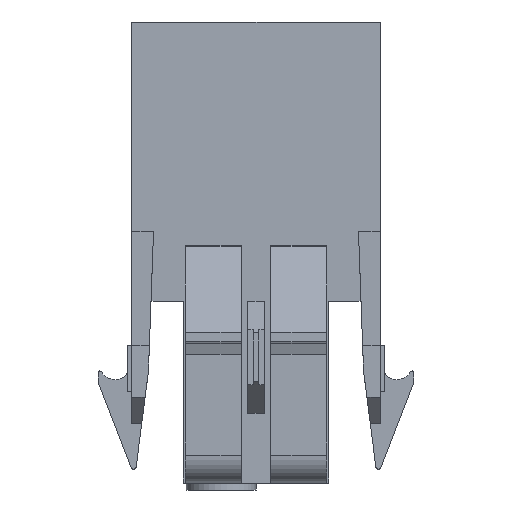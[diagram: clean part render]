
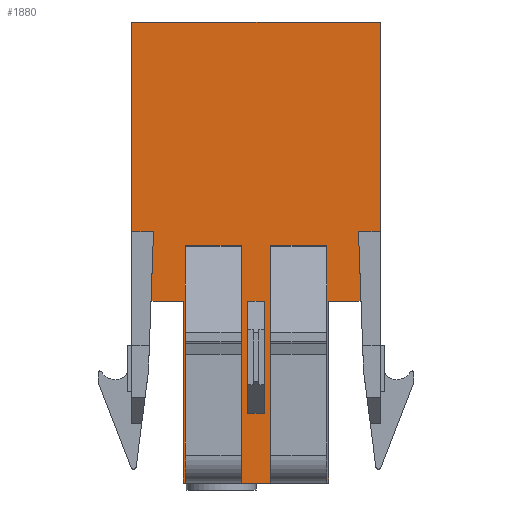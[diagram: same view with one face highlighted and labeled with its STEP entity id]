
A CAD part, front view. The second image highlights one B-rep face of the part: STEP entity #1880.
In plain terms, the highlighted planar face has unit normal (0, -1, 0).
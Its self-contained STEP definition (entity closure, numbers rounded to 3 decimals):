
#1725=AXIS2_PLACEMENT_3D('Plane Axis2P3D',#1722,#1723,#1724) ;
#97=CARTESIAN_POINT('Vertex',(6.1,5.9,0.5)) ;
#169=CARTESIAN_POINT('Vertex',(16.5,5.9,0.5)) ;
#172=CARTESIAN_POINT('Line Origine',(16.425,5.9,0.5)) ;
#176=CARTESIAN_POINT('Vertex',(16.35,5.9,0.5)) ;
#197=CARTESIAN_POINT('Vertex',(12.35,5.9,0.5)) ;
#200=CARTESIAN_POINT('Line Origine',(11.3,5.9,0.5)) ;
#204=CARTESIAN_POINT('Vertex',(10.25,5.9,0.5)) ;
#225=CARTESIAN_POINT('Vertex',(6.25,5.9,0.5)) ;
#228=CARTESIAN_POINT('Line Origine',(6.175,5.9,0.5)) ;
#332=CARTESIAN_POINT('Vertex',(2.4,5.9,33.5)) ;
#335=CARTESIAN_POINT('Line Origine',(11.3,5.9,33.5)) ;
#339=CARTESIAN_POINT('Vertex',(20.2,5.9,33.5)) ;
#1623=CARTESIAN_POINT('Line Origine',(20.2,5.9,26.)) ;
#1627=CARTESIAN_POINT('Vertex',(20.2,5.9,18.5)) ;
#1722=CARTESIAN_POINT('Axis2P3D Location',(2.4,5.9,0.)) ;
#1727=CARTESIAN_POINT('Line Origine',(2.4,5.9,26.)) ;
#1731=CARTESIAN_POINT('Vertex',(2.4,5.9,18.5)) ;
#1734=CARTESIAN_POINT('Line Origine',(3.183,5.9,18.5)) ;
#1738=CARTESIAN_POINT('Vertex',(3.966,5.9,18.5)) ;
#1741=CARTESIAN_POINT('Line Origine',(3.874,5.9,16.)) ;
#1745=CARTESIAN_POINT('Vertex',(3.783,5.9,13.5)) ;
#1748=CARTESIAN_POINT('Line Origine',(4.941,5.9,13.5)) ;
#1752=CARTESIAN_POINT('Vertex',(6.1,5.9,13.5)) ;
#1755=CARTESIAN_POINT('Line Origine',(6.1,5.9,7.)) ;
#1760=CARTESIAN_POINT('Line Origine',(6.25,5.9,1.4)) ;
#1764=CARTESIAN_POINT('Vertex',(6.25,5.9,2.3)) ;
#1767=CARTESIAN_POINT('Line Origine',(8.25,5.9,2.3)) ;
#1771=CARTESIAN_POINT('Vertex',(10.25,5.9,2.3)) ;
#1774=CARTESIAN_POINT('Line Origine',(10.25,5.9,1.4)) ;
#1779=CARTESIAN_POINT('Line Origine',(12.35,5.9,1.4)) ;
#1783=CARTESIAN_POINT('Vertex',(12.35,5.9,2.3)) ;
#1786=CARTESIAN_POINT('Line Origine',(14.35,5.9,2.3)) ;
#1790=CARTESIAN_POINT('Vertex',(16.35,5.9,2.3)) ;
#1793=CARTESIAN_POINT('Line Origine',(16.35,5.9,1.4)) ;
#1798=CARTESIAN_POINT('Line Origine',(16.5,5.9,7.)) ;
#1802=CARTESIAN_POINT('Vertex',(16.5,5.9,13.5)) ;
#1805=CARTESIAN_POINT('Line Origine',(17.659,5.9,13.5)) ;
#1809=CARTESIAN_POINT('Vertex',(18.817,5.9,13.5)) ;
#1812=CARTESIAN_POINT('Line Origine',(18.726,5.9,16.)) ;
#1816=CARTESIAN_POINT('Vertex',(18.634,5.9,18.5)) ;
#1819=CARTESIAN_POINT('Line Origine',(19.417,5.9,18.5)) ;
#1846=CARTESIAN_POINT('Line Origine',(11.3,5.9,13.5)) ;
#1850=CARTESIAN_POINT('Vertex',(10.7,5.9,13.5)) ;
#1852=CARTESIAN_POINT('Vertex',(11.9,5.9,13.5)) ;
#1855=CARTESIAN_POINT('Line Origine',(11.9,5.9,9.5)) ;
#1859=CARTESIAN_POINT('Vertex',(11.9,5.9,5.5)) ;
#1862=CARTESIAN_POINT('Line Origine',(11.3,5.9,5.5)) ;
#1866=CARTESIAN_POINT('Vertex',(10.7,5.9,5.5)) ;
#1869=CARTESIAN_POINT('Line Origine',(10.7,5.9,9.5)) ;
#173=DIRECTION('Vector Direction',(1.,0.,0.)) ;
#201=DIRECTION('Vector Direction',(1.,0.,0.)) ;
#229=DIRECTION('Vector Direction',(1.,0.,0.)) ;
#336=DIRECTION('Vector Direction',(1.,0.,0.)) ;
#1624=DIRECTION('Vector Direction',(0.,0.,1.)) ;
#1723=DIRECTION('Axis2P3D Direction',(0.,-1.,0.)) ;
#1724=DIRECTION('Axis2P3D XDirection',(1.,0.,0.)) ;
#1728=DIRECTION('Vector Direction',(0.,0.,1.)) ;
#1735=DIRECTION('Vector Direction',(1.,0.,0.)) ;
#1742=DIRECTION('Vector Direction',(-0.037,0.,-0.999)) ;
#1749=DIRECTION('Vector Direction',(1.,0.,0.)) ;
#1756=DIRECTION('Vector Direction',(0.,0.,1.)) ;
#1761=DIRECTION('Vector Direction',(0.,0.,1.)) ;
#1768=DIRECTION('Vector Direction',(1.,0.,0.)) ;
#1775=DIRECTION('Vector Direction',(0.,0.,1.)) ;
#1780=DIRECTION('Vector Direction',(0.,0.,1.)) ;
#1787=DIRECTION('Vector Direction',(1.,0.,0.)) ;
#1794=DIRECTION('Vector Direction',(0.,0.,1.)) ;
#1799=DIRECTION('Vector Direction',(0.,0.,1.)) ;
#1806=DIRECTION('Vector Direction',(-1.,0.,0.)) ;
#1813=DIRECTION('Vector Direction',(0.037,0.,-0.999)) ;
#1820=DIRECTION('Vector Direction',(-1.,0.,0.)) ;
#1847=DIRECTION('Vector Direction',(1.,0.,0.)) ;
#1856=DIRECTION('Vector Direction',(0.,0.,1.)) ;
#1863=DIRECTION('Vector Direction',(1.,0.,0.)) ;
#1870=DIRECTION('Vector Direction',(0.,0.,1.)) ;
#174=VECTOR('Line Direction',#173,1.) ;
#202=VECTOR('Line Direction',#201,1.) ;
#230=VECTOR('Line Direction',#229,1.) ;
#337=VECTOR('Line Direction',#336,1.) ;
#1625=VECTOR('Line Direction',#1624,1.) ;
#1729=VECTOR('Line Direction',#1728,1.) ;
#1736=VECTOR('Line Direction',#1735,1.) ;
#1743=VECTOR('Line Direction',#1742,1.) ;
#1750=VECTOR('Line Direction',#1749,1.) ;
#1757=VECTOR('Line Direction',#1756,1.) ;
#1762=VECTOR('Line Direction',#1761,1.) ;
#1769=VECTOR('Line Direction',#1768,1.) ;
#1776=VECTOR('Line Direction',#1775,1.) ;
#1781=VECTOR('Line Direction',#1780,1.) ;
#1788=VECTOR('Line Direction',#1787,1.) ;
#1795=VECTOR('Line Direction',#1794,1.) ;
#1800=VECTOR('Line Direction',#1799,1.) ;
#1807=VECTOR('Line Direction',#1806,1.) ;
#1814=VECTOR('Line Direction',#1813,1.) ;
#1821=VECTOR('Line Direction',#1820,1.) ;
#1848=VECTOR('Line Direction',#1847,1.) ;
#1857=VECTOR('Line Direction',#1856,1.) ;
#1864=VECTOR('Line Direction',#1863,1.) ;
#1871=VECTOR('Line Direction',#1870,1.) ;
#1825=ORIENTED_EDGE('',*,*,#1629,.T.) ;
#1826=ORIENTED_EDGE('',*,*,#341,.F.) ;
#1827=ORIENTED_EDGE('',*,*,#1733,.F.) ;
#1828=ORIENTED_EDGE('',*,*,#1740,.F.) ;
#1829=ORIENTED_EDGE('',*,*,#1747,.F.) ;
#1830=ORIENTED_EDGE('',*,*,#1754,.T.) ;
#1831=ORIENTED_EDGE('',*,*,#1759,.F.) ;
#1832=ORIENTED_EDGE('',*,*,#232,.T.) ;
#1833=ORIENTED_EDGE('',*,*,#1766,.F.) ;
#1834=ORIENTED_EDGE('',*,*,#1773,.T.) ;
#1835=ORIENTED_EDGE('',*,*,#1778,.T.) ;
#1836=ORIENTED_EDGE('',*,*,#206,.T.) ;
#1837=ORIENTED_EDGE('',*,*,#1785,.F.) ;
#1838=ORIENTED_EDGE('',*,*,#1792,.F.) ;
#1839=ORIENTED_EDGE('',*,*,#1797,.T.) ;
#1840=ORIENTED_EDGE('',*,*,#178,.T.) ;
#1841=ORIENTED_EDGE('',*,*,#1804,.T.) ;
#1842=ORIENTED_EDGE('',*,*,#1811,.T.) ;
#1843=ORIENTED_EDGE('',*,*,#1818,.F.) ;
#1844=ORIENTED_EDGE('',*,*,#1823,.F.) ;
#1875=ORIENTED_EDGE('',*,*,#1854,.T.) ;
#1876=ORIENTED_EDGE('',*,*,#1861,.T.) ;
#1877=ORIENTED_EDGE('',*,*,#1868,.F.) ;
#1878=ORIENTED_EDGE('',*,*,#1873,.F.) ;
#1879=FACE_BOUND('',#1874,.T.) ;
#1880=ADVANCED_FACE('Hauptkoerper',(#1845,#1879),#1726,.T.) ;
#178=EDGE_CURVE('',#177,#170,#175,.T.) ;
#206=EDGE_CURVE('',#205,#198,#203,.T.) ;
#232=EDGE_CURVE('',#98,#226,#231,.T.) ;
#341=EDGE_CURVE('',#333,#340,#338,.T.) ;
#1629=EDGE_CURVE('',#1628,#340,#1626,.T.) ;
#1733=EDGE_CURVE('',#1732,#333,#1730,.T.) ;
#1740=EDGE_CURVE('',#1739,#1732,#1737,.F.) ;
#1747=EDGE_CURVE('',#1746,#1739,#1744,.F.) ;
#1754=EDGE_CURVE('',#1746,#1753,#1751,.T.) ;
#1759=EDGE_CURVE('',#98,#1753,#1758,.T.) ;
#1766=EDGE_CURVE('',#1765,#226,#1763,.F.) ;
#1773=EDGE_CURVE('',#1765,#1772,#1770,.T.) ;
#1778=EDGE_CURVE('',#1772,#205,#1777,.F.) ;
#1785=EDGE_CURVE('',#1784,#198,#1782,.F.) ;
#1792=EDGE_CURVE('',#1791,#1784,#1789,.F.) ;
#1797=EDGE_CURVE('',#1791,#177,#1796,.F.) ;
#1804=EDGE_CURVE('',#170,#1803,#1801,.T.) ;
#1811=EDGE_CURVE('',#1803,#1810,#1808,.F.) ;
#1818=EDGE_CURVE('',#1817,#1810,#1815,.T.) ;
#1823=EDGE_CURVE('',#1628,#1817,#1822,.T.) ;
#1854=EDGE_CURVE('',#1851,#1853,#1849,.T.) ;
#1861=EDGE_CURVE('',#1853,#1860,#1858,.F.) ;
#1868=EDGE_CURVE('',#1867,#1860,#1865,.T.) ;
#1873=EDGE_CURVE('',#1851,#1867,#1872,.F.) ;
#1824=EDGE_LOOP('',(#1825,#1826,#1827,#1828,#1829,#1830,#1831,#1832,#1833,#1834,#1835,#1836,#1837,#1838,#1839,#1840,#1841,#1842,#1843,#1844)) ;
#1874=EDGE_LOOP('',(#1875,#1876,#1877,#1878)) ;
#1845=FACE_OUTER_BOUND('',#1824,.T.) ;
#175=LINE('Line',#172,#174) ;
#203=LINE('Line',#200,#202) ;
#231=LINE('Line',#228,#230) ;
#338=LINE('Line',#335,#337) ;
#1626=LINE('Line',#1623,#1625) ;
#1730=LINE('Line',#1727,#1729) ;
#1737=LINE('Line',#1734,#1736) ;
#1744=LINE('Line',#1741,#1743) ;
#1751=LINE('Line',#1748,#1750) ;
#1758=LINE('Line',#1755,#1757) ;
#1763=LINE('Line',#1760,#1762) ;
#1770=LINE('Line',#1767,#1769) ;
#1777=LINE('Line',#1774,#1776) ;
#1782=LINE('Line',#1779,#1781) ;
#1789=LINE('Line',#1786,#1788) ;
#1796=LINE('Line',#1793,#1795) ;
#1801=LINE('Line',#1798,#1800) ;
#1808=LINE('Line',#1805,#1807) ;
#1815=LINE('Line',#1812,#1814) ;
#1822=LINE('Line',#1819,#1821) ;
#1849=LINE('Line',#1846,#1848) ;
#1858=LINE('Line',#1855,#1857) ;
#1865=LINE('Line',#1862,#1864) ;
#1872=LINE('Line',#1869,#1871) ;
#1726=PLANE('',#1725) ;
#98=VERTEX_POINT('',#97) ;
#170=VERTEX_POINT('',#169) ;
#177=VERTEX_POINT('',#176) ;
#198=VERTEX_POINT('',#197) ;
#205=VERTEX_POINT('',#204) ;
#226=VERTEX_POINT('',#225) ;
#333=VERTEX_POINT('',#332) ;
#340=VERTEX_POINT('',#339) ;
#1628=VERTEX_POINT('',#1627) ;
#1732=VERTEX_POINT('',#1731) ;
#1739=VERTEX_POINT('',#1738) ;
#1746=VERTEX_POINT('',#1745) ;
#1753=VERTEX_POINT('',#1752) ;
#1765=VERTEX_POINT('',#1764) ;
#1772=VERTEX_POINT('',#1771) ;
#1784=VERTEX_POINT('',#1783) ;
#1791=VERTEX_POINT('',#1790) ;
#1803=VERTEX_POINT('',#1802) ;
#1810=VERTEX_POINT('',#1809) ;
#1817=VERTEX_POINT('',#1816) ;
#1851=VERTEX_POINT('',#1850) ;
#1853=VERTEX_POINT('',#1852) ;
#1860=VERTEX_POINT('',#1859) ;
#1867=VERTEX_POINT('',#1866) ;
